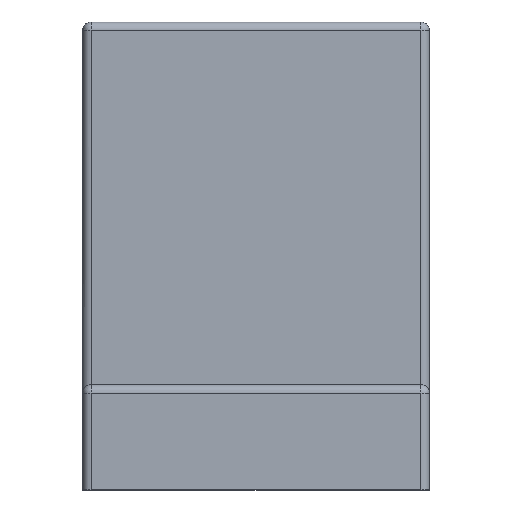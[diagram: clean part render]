
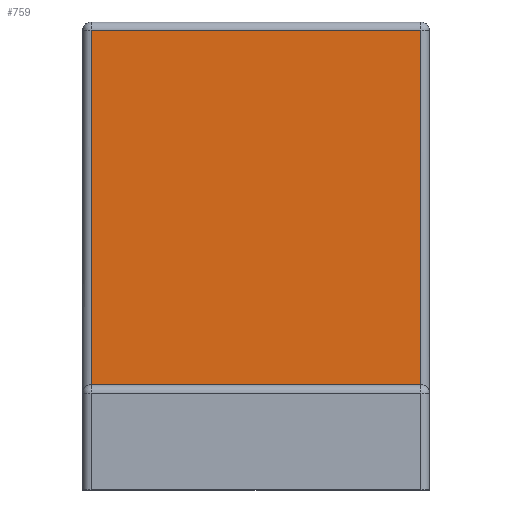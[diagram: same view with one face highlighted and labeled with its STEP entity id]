
A CAD part, top view. The second image highlights one B-rep face of the part: STEP entity #759.
In plain terms, the highlighted planar face has unit normal (0, 0, 1).
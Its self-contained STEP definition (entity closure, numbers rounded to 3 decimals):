
#76=DIRECTION('',(-1.,0.,0.));
#77=VECTOR('',#76,31.4);
#78=CARTESIAN_POINT('',(32.2,10.,0.));
#79=LINE('',#78,#77);
#251=DIRECTION('',(0.,-1.,0.));
#252=VECTOR('',#251,33.767);
#253=CARTESIAN_POINT('',(0.8,43.767,0.));
#254=LINE('',#253,#252);
#255=DIRECTION('',(-1.,0.,0.));
#256=VECTOR('',#255,31.4);
#257=CARTESIAN_POINT('',(32.2,43.767,0.));
#258=LINE('',#257,#256);
#259=DIRECTION('',(0.,1.,0.));
#260=VECTOR('',#259,33.767);
#261=CARTESIAN_POINT('',(32.2,10.,0.));
#262=LINE('',#261,#260);
#347=CARTESIAN_POINT('',(0.8,10.,0.));
#349=VERTEX_POINT('',#347);
#354=CARTESIAN_POINT('',(0.8,43.767,0.));
#355=VERTEX_POINT('',#354);
#356=CARTESIAN_POINT('',(32.2,43.767,0.));
#357=VERTEX_POINT('',#356);
#360=CARTESIAN_POINT('',(32.2,10.,0.));
#361=VERTEX_POINT('',#360);
#746=CARTESIAN_POINT('',(33.,44.567,0.));
#747=DIRECTION('',(0.,0.,1.));
#748=DIRECTION('',(0.,-1.,0.));
#749=AXIS2_PLACEMENT_3D('',#746,#747,#748);
#750=PLANE('',#749);
#752=ORIENTED_EDGE('',*,*,#751,.F.);
#754=ORIENTED_EDGE('',*,*,#753,.F.);
#755=ORIENTED_EDGE('',*,*,#739,.F.);
#756=ORIENTED_EDGE('',*,*,#471,.T.);
#757=EDGE_LOOP('',(#752,#754,#755,#756));
#758=FACE_OUTER_BOUND('',#757,.F.);
#759=ADVANCED_FACE('',(#758),#750,.T.);
#471=EDGE_CURVE('',#361,#349,#79,.T.);
#739=EDGE_CURVE('',#361,#357,#262,.T.);
#751=EDGE_CURVE('',#355,#349,#254,.T.);
#753=EDGE_CURVE('',#357,#355,#258,.T.);
